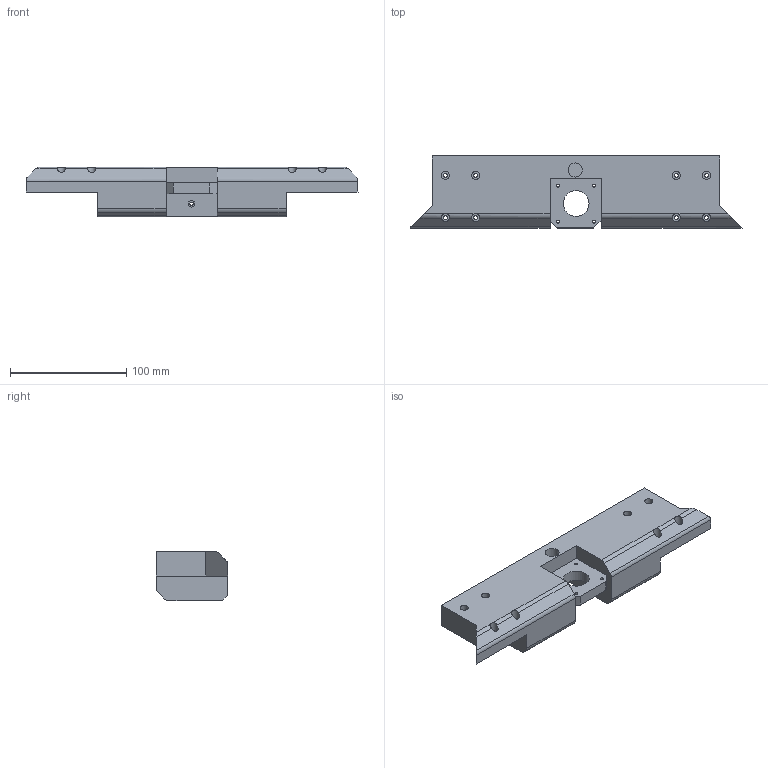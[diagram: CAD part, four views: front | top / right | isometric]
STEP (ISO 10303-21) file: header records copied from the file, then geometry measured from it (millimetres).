
FILE_DESCRIPTION(/* description */ ('STEP AP242 Edition 2','CAx-IF Rec.Pracs.---Representation and Presentation of Product Manufacturing Information (PMI)---4.0---2014-10-13','CAx-IF Rec.Pracs.---3D Tessellated Geometry---0.4---2014-09-14','2;1','CAx-IF Rec.Pracs.---User Defined Attributes---1.5---2016-08-15'),/* implementation_level */ '2;1');
FILE_NAME(/* name */ '69473d8ec2b6b8ce355e6baf',/* time_stamp */ '2025-12-21T00:21:34Z',/* author */ (''),/* organization */ (''),/* preprocessor_version */ 'ST-DEVELOPER v20',/* originating_system */ 'ONSHAPE BY PTC INC, 1.208',/* authorisation */ ' ');
FILE_SCHEMA (('AP242_MANAGED_MODEL_BASED_3D_ENGINEERING_MIM_LF { 1 0 10303 442 3 1 4 }'));
Length unit declared in the file: metre
Products named in the file (1): Rear_bottom_back1_001
Bounding box: 285.78 x 61.96 x 42.7 mm (x, y, z)
Volume: 448251.5 mm3; surface area: 59254.7 mm2
Topology: 1 solids, 1 shells, 80 faces, 226 edges, 154 vertices
Faces by surface type: plane 44, cylinder 36
Full cylindrical faces by diameter (mm): 2.496 x1, 2.5 x1, 2.504 x2, 3 x1, 3.385 x1, 3.393 x5, 3.396 x1, 3.398 x1, 7 x8, 12.193 x1, 22.211 x1
Entity records: 2477 total; most frequent: CARTESIAN_POINT 446, DIRECTION 413, ORIENTED_EDGE 378, EDGE_CURVE 189, AXIS2_PLACEMENT_3D 151, VERTEX_POINT 140, EDGE_LOOP 137, FACE_BOUND 137
